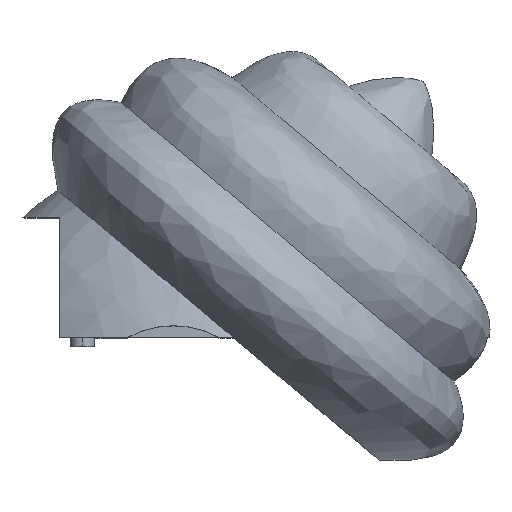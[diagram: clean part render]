
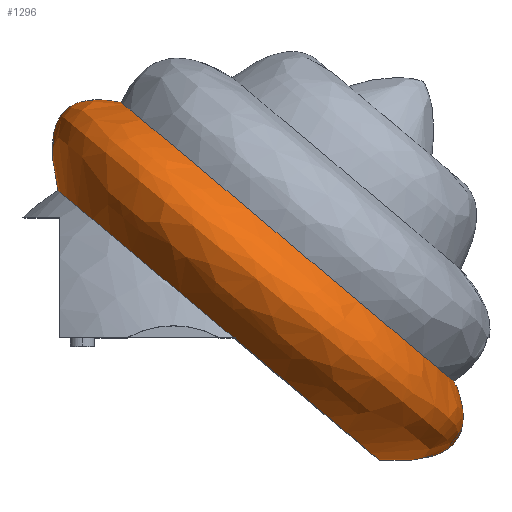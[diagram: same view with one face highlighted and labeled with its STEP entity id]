
A CAD part, top view. The second image highlights one B-rep face of the part: STEP entity #1296.
In plain terms, the highlighted free-form (B-spline) face has degree [2, 3] with [3, 4] control points.
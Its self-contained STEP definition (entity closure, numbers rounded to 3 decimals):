
#8 = CIRCLE ( 'NONE', #293, 35.074 ) ;
#13 = CARTESIAN_POINT ( 'NONE',  ( -53.863, 82.917, 131.563 ) ) ;
#33 = CARTESIAN_POINT ( 'NONE',  ( -58.103, 100.684, 131.563 ) ) ;
#42 = CARTESIAN_POINT ( 'NONE',  ( 12.547, 50.777, 131.563 ) ) ;
#56 = CARTESIAN_POINT ( 'NONE',  ( 12.713, 50.346, 131.563 ) ) ;
#58 = DIRECTION ( 'NONE',  ( -0.643, -0.766, 0. ) ) ;
#70 = DIRECTION ( 'NONE',  ( 0.766, -0.643, 0. ) ) ;
#100 = B_SPLINE_CURVE_WITH_KNOTS ( 'NONE', 2,
 ( #701, #515, #2200 ),
 .UNSPECIFIED., .F., .F.,
 ( 3, 3 ),
 ( 0., 1. ),
 .UNSPECIFIED. ) ;
#177 = AXIS2_PLACEMENT_3D ( 'NONE', #902, #693, #2204 ) ;
#184 = CARTESIAN_POINT ( 'NONE',  ( 12.463, 50.561, 136.44 ) ) ;
#293 = AXIS2_PLACEMENT_3D ( 'NONE', #1066, #58, #628 ) ;
#314 = ORIENTED_EDGE ( 'NONE', *, *, #1149, .F. ) ;
#356 = CARTESIAN_POINT ( 'NONE',  ( 12.295, 50.988, 136.449 ) ) ;
#383 = CARTESIAN_POINT ( 'NONE',  ( -53.863, 82.917, 201.711 ) ) ;
#399 = CARTESIAN_POINT ( 'NONE',  ( -24.581, 58.346, 166.495 ) ) ;
#464 = B_SPLINE_CURVE_WITH_KNOTS ( 'NONE', 3,
 ( #1674, #543, #1121, #1302 ),
 .UNSPECIFIED., .F., .F.,
 ( 4, 4 ),
 ( 0., 0.005 ),
 .UNSPECIFIED. ) ;
#466 = CARTESIAN_POINT ( 'NONE',  ( -53.863, 82.917, 131.563 ) ) ;
#481 = B_SPLINE_CURVE_WITH_KNOTS ( 'NONE', 3,
 ( #356, #1281, #184, #2246 ),
 .UNSPECIFIED., .F., .F.,
 ( 4, 4 ),
 ( 0., 0.001 ),
 .UNSPECIFIED. ) ;
#486 = VERTEX_POINT ( 'NONE', #665 ) ;
#515 = CARTESIAN_POINT ( 'NONE',  ( -58.103, 100.684, 131.563 ) ) ;
#521 = ORIENTED_EDGE ( 'NONE', *, *, #1656, .T. ) ;
#522 = CARTESIAN_POINT ( 'NONE',  ( 12.543, 50.346, 136.436 ) ) ;
#543 = CARTESIAN_POINT ( 'NONE',  ( 12.657, 50.346, 134.812 ) ) ;
#585 = CARTESIAN_POINT ( 'NONE',  ( 12.547, 50.777, 204.479 ) ) ;
#626 = VERTEX_POINT ( 'NONE', #399 ) ;
#628 = DIRECTION ( 'NONE',  ( 0.766, -0.643, 0. ) ) ;
#665 = CARTESIAN_POINT ( 'NONE',  ( -43.31, 97.646, 131.563 ) ) ;
#693 = DIRECTION ( 'NONE',  ( -0.643, -0.766, 0. ) ) ;
#699 = CARTESIAN_POINT ( 'NONE',  ( -0.127, 37.827, 131.563 ) ) ;
#701 = CARTESIAN_POINT ( 'NONE',  ( -53.863, 82.917, 131.563 ) ) ;
#706 = CARTESIAN_POINT ( 'NONE',  ( 12.713, 50.346, 131.563 ) ) ;
#719 = CARTESIAN_POINT ( 'NONE',  ( 17.825, 36.753, 131.563 ) ) ;
#756 = EDGE_CURVE ( 'NONE', #1177, #486, #1027, .T. ) ;
#763 = CARTESIAN_POINT ( 'NONE',  ( 18.107, 36.736, 131.563 ) ) ;
#768 = CARTESIAN_POINT ( 'NONE',  ( -43.31, 97.646, 131.563 ) ) ;
#892 = ORIENTED_EDGE ( 'NONE', *, *, #944, .F. ) ;
#893 = EDGE_LOOP ( 'NONE', ( #892, #1126, #2256, #521, #1332, #314, #2417 ) ) ;
#902 = CARTESIAN_POINT ( 'NONE',  ( -26.995, 60.372, 131.563 ) ) ;
#904 = EDGE_CURVE ( 'NONE', #626, #1968, #8, .T. ) ;
#944 = EDGE_CURVE ( 'NONE', #1968, #486, #100, .T. ) ;
#963 = CARTESIAN_POINT ( 'NONE',  ( -0.127, 37.827, 131.563 ) ) ;
#1024 = B_SPLINE_CURVE_WITH_KNOTS ( 'NONE', 2,
 ( #699, #719, #706 ),
 .UNSPECIFIED., .F., .F.,
 ( 3, 3 ),
 ( 0., 0.985 ),
 .UNSPECIFIED. ) ;
#1027 = CIRCLE ( 'NONE', #1052, 36.458 ) ;
#1048 = FACE_OUTER_BOUND ( 'NONE', #893, .T. ) ;
#1052 = AXIS2_PLACEMENT_3D ( 'NONE', #2320, #1192, #70 ) ;
#1066 = CARTESIAN_POINT ( 'NONE',  ( -26.995, 60.372, 131.563 ) ) ;
#1069 = VERTEX_POINT ( 'NONE', #522 ) ;
#1103 = EDGE_CURVE ( 'NONE', #1069, #1335, #464, .T. ) ;
#1121 = CARTESIAN_POINT ( 'NONE',  ( 12.713, 50.346, 133.187 ) ) ;
#1126 = ORIENTED_EDGE ( 'NONE', *, *, #904, .F. ) ;
#1149 = EDGE_CURVE ( 'NONE', #1177, #1069, #481, .T. ) ;
#1177 = VERTEX_POINT ( 'NONE', #2044 ) ;
#1192 = DIRECTION ( 'NONE',  ( -0.643, -0.766, 0. ) ) ;
#1281 = CARTESIAN_POINT ( 'NONE',  ( 12.38, 50.775, 136.445 ) ) ;
#1296 = ADVANCED_FACE ( 'NONE', ( #1048 ), #2391, .T. ) ;
#1302 = CARTESIAN_POINT ( 'NONE',  ( 12.713, 50.346, 131.563 ) ) ;
#1332 = ORIENTED_EDGE ( 'NONE', *, *, #1103, .F. ) ;
#1335 = VERTEX_POINT ( 'NONE', #56 ) ;
#1347 = CARTESIAN_POINT ( 'NONE',  ( -43.31, 97.646, 204.479 ) ) ;
#1391 = VERTEX_POINT ( 'NONE', #1966 ) ;
#1558 = EDGE_CURVE ( 'NONE', #1391, #626, #2006, .T. ) ;
#1656 = EDGE_CURVE ( 'NONE', #1391, #1335, #1024, .T. ) ;
#1674 = CARTESIAN_POINT ( 'NONE',  ( 12.543, 50.346, 136.436 ) ) ;
#1723 = CARTESIAN_POINT ( 'NONE',  ( 18.107, 36.736, 231.048 ) ) ;
#1966 = CARTESIAN_POINT ( 'NONE',  ( -0.127, 37.827, 131.563 ) ) ;
#1968 = VERTEX_POINT ( 'NONE', #466 ) ;
#2006 = CIRCLE ( 'NONE', #177, 35.074 ) ;
#2044 = CARTESIAN_POINT ( 'NONE',  ( 12.295, 50.988, 136.449 ) ) ;
#2105 = CARTESIAN_POINT ( 'NONE',  ( -0.127, 37.827, 201.711 ) ) ;
#2200 = CARTESIAN_POINT ( 'NONE',  ( -43.31, 97.646, 131.563 ) ) ;
#2204 = DIRECTION ( 'NONE',  ( 0.766, -0.643, 0. ) ) ;
#2246 = CARTESIAN_POINT ( 'NONE',  ( 12.543, 50.346, 136.436 ) ) ;
#2256 = ORIENTED_EDGE ( 'NONE', *, *, #1558, .F. ) ;
#2290 = CARTESIAN_POINT ( 'NONE',  ( -58.103, 100.684, 231.048 ) ) ;
#2320 = CARTESIAN_POINT ( 'NONE',  ( -15.382, 74.212, 131.563 ) ) ;
#2391 =( BOUNDED_SURFACE ( )  B_SPLINE_SURFACE ( 2, 3, ( 
 ( #963, #2105, #383, #13 ),
 ( #763, #1723, #2290, #33 ),
 ( #42, #585, #1347, #768 ) ),
 .UNSPECIFIED., .F., .F., .F. ) 
 B_SPLINE_SURFACE_WITH_KNOTS ( ( 3, 3 ),
 ( 4, 4 ),
 ( 0., 1. ),
 ( 0., 1. ),
 .UNSPECIFIED. ) 
 GEOMETRIC_REPRESENTATION_ITEM ( )  RATIONAL_B_SPLINE_SURFACE ( (
 ( 1., 0.333, 0.333, 1.),
 ( 1., 0.333, 0.333, 1.),
 ( 1., 0.333, 0.333, 1.) ) ) 
 REPRESENTATION_ITEM ( '' )  SURFACE ( )  );
#2417 = ORIENTED_EDGE ( 'NONE', *, *, #756, .T. ) ;
